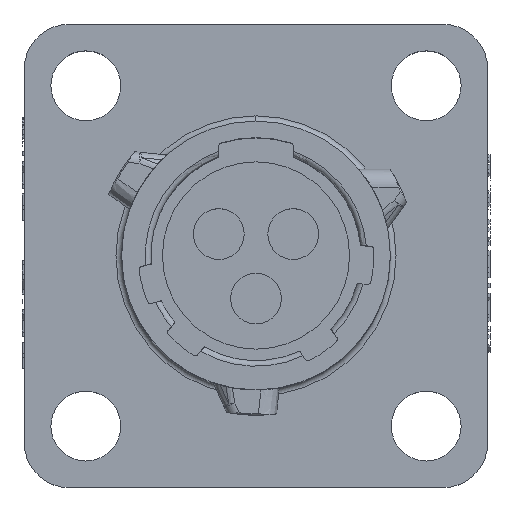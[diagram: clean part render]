
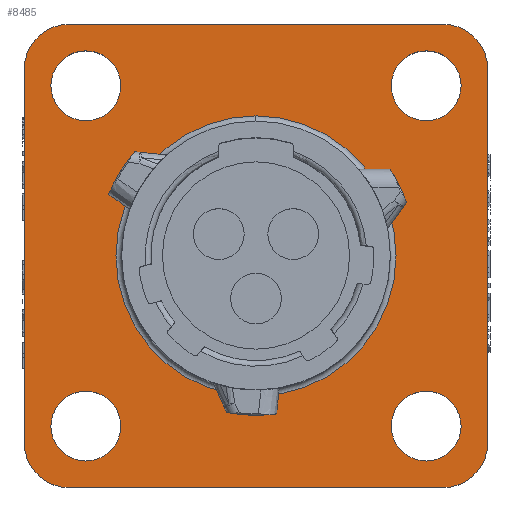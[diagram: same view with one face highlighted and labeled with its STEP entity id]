
A CAD part, top view. The second image highlights one B-rep face of the part: STEP entity #8485.
In plain terms, the highlighted planar face has unit normal (0, 0, 1).
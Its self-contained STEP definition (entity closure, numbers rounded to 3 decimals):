
#1=DIRECTION('',(1.,0.,0.));
#2=VECTOR('',#1,16.55);
#3=CARTESIAN_POINT('',(-8.275,10.275,-8.1));
#4=LINE('',#3,#2);
#5=CARTESIAN_POINT('',(8.275,8.275,-8.1));
#6=DIRECTION('',(0.,0.,1.));
#7=DIRECTION('',(1.,0.,0.));
#8=AXIS2_PLACEMENT_3D('',#5,#6,#7);
#10=DIRECTION('',(0.,-1.,0.));
#11=VECTOR('',#10,16.55);
#12=CARTESIAN_POINT('',(10.275,8.275,-8.1));
#13=LINE('',#12,#11);
#14=CARTESIAN_POINT('',(8.275,-8.275,-8.1));
#15=DIRECTION('',(0.,0.,1.));
#16=DIRECTION('',(0.,-1.,0.));
#17=AXIS2_PLACEMENT_3D('',#14,#15,#16);
#19=DIRECTION('',(-1.,0.,0.));
#20=VECTOR('',#19,16.55);
#21=CARTESIAN_POINT('',(8.275,-10.275,-8.1));
#22=LINE('',#21,#20);
#23=CARTESIAN_POINT('',(-8.275,-8.275,-8.1));
#24=DIRECTION('',(0.,0.,1.));
#25=DIRECTION('',(-1.,0.,0.));
#26=AXIS2_PLACEMENT_3D('',#23,#24,#25);
#28=DIRECTION('',(0.,1.,0.));
#29=VECTOR('',#28,16.55);
#30=CARTESIAN_POINT('',(-10.275,-8.275,-8.1));
#31=LINE('',#30,#29);
#32=CARTESIAN_POINT('',(-8.275,8.275,-8.1));
#33=DIRECTION('',(0.,0.,1.));
#34=DIRECTION('',(0.,1.,0.));
#35=AXIS2_PLACEMENT_3D('',#32,#33,#34);
#37=CARTESIAN_POINT('',(0.,0.,-8.1));
#38=DIRECTION('',(0.,0.,-1.));
#39=DIRECTION('',(0.,-1.,0.));
#40=AXIS2_PLACEMENT_3D('',#37,#38,#39);
#42=CARTESIAN_POINT('',(0.,0.,-8.1));
#43=DIRECTION('',(0.,0.,-1.));
#44=DIRECTION('',(0.,1.,0.));
#45=AXIS2_PLACEMENT_3D('',#42,#43,#44);
#47=CARTESIAN_POINT('',(7.545,7.545,-8.1));
#48=DIRECTION('',(0.,0.,1.));
#49=DIRECTION('',(1.,0.,0.));
#50=AXIS2_PLACEMENT_3D('',#47,#48,#49);
#52=CARTESIAN_POINT('',(7.545,7.545,-8.1));
#53=DIRECTION('',(0.,0.,1.));
#54=DIRECTION('',(-1.,0.,0.));
#55=AXIS2_PLACEMENT_3D('',#52,#53,#54);
#57=CARTESIAN_POINT('',(7.545,-7.545,-8.1));
#58=DIRECTION('',(0.,0.,1.));
#59=DIRECTION('',(1.,0.,0.));
#60=AXIS2_PLACEMENT_3D('',#57,#58,#59);
#62=CARTESIAN_POINT('',(7.545,-7.545,-8.1));
#63=DIRECTION('',(0.,0.,1.));
#64=DIRECTION('',(-1.,0.,0.));
#65=AXIS2_PLACEMENT_3D('',#62,#63,#64);
#67=CARTESIAN_POINT('',(-7.545,-7.545,-8.1));
#68=DIRECTION('',(0.,0.,1.));
#69=DIRECTION('',(1.,0.,0.));
#70=AXIS2_PLACEMENT_3D('',#67,#68,#69);
#72=CARTESIAN_POINT('',(-7.545,-7.545,-8.1));
#73=DIRECTION('',(0.,0.,1.));
#74=DIRECTION('',(-1.,0.,0.));
#75=AXIS2_PLACEMENT_3D('',#72,#73,#74);
#77=CARTESIAN_POINT('',(-7.545,7.545,-8.1));
#78=DIRECTION('',(0.,0.,1.));
#79=DIRECTION('',(1.,0.,0.));
#80=AXIS2_PLACEMENT_3D('',#77,#78,#79);
#82=CARTESIAN_POINT('',(-7.545,7.545,-8.1));
#83=DIRECTION('',(0.,0.,1.));
#84=DIRECTION('',(-1.,0.,0.));
#85=AXIS2_PLACEMENT_3D('',#82,#83,#84);
#6765=CARTESIAN_POINT('',(-8.275,10.275,-8.1));
#6766=CARTESIAN_POINT('',(8.275,10.275,-8.1));
#6767=VERTEX_POINT('',#6765);
#6768=VERTEX_POINT('',#6766);
#6769=CARTESIAN_POINT('',(10.275,8.275,-8.1));
#6770=CARTESIAN_POINT('',(10.275,-8.275,-8.1));
#6771=VERTEX_POINT('',#6769);
#6772=VERTEX_POINT('',#6770);
#6773=CARTESIAN_POINT('',(8.275,-10.275,-8.1));
#6774=CARTESIAN_POINT('',(-8.275,-10.275,-8.1));
#6775=VERTEX_POINT('',#6773);
#6776=VERTEX_POINT('',#6774);
#6777=CARTESIAN_POINT('',(-10.275,-8.275,-8.1));
#6778=CARTESIAN_POINT('',(-10.275,8.275,-8.1));
#6779=VERTEX_POINT('',#6777);
#6780=VERTEX_POINT('',#6778);
#8152=CARTESIAN_POINT('',(0.,-6.21,-8.1));
#8153=CARTESIAN_POINT('',(0.,6.21,-8.1));
#8154=VERTEX_POINT('',#8152);
#8155=VERTEX_POINT('',#8153);
#8156=CARTESIAN_POINT('',(9.095,7.545,-8.1));
#8157=CARTESIAN_POINT('',(5.995,7.545,-8.1));
#8158=VERTEX_POINT('',#8156);
#8159=VERTEX_POINT('',#8157);
#8160=CARTESIAN_POINT('',(9.095,-7.545,-8.1));
#8161=CARTESIAN_POINT('',(5.995,-7.545,-8.1));
#8162=VERTEX_POINT('',#8160);
#8163=VERTEX_POINT('',#8161);
#8164=CARTESIAN_POINT('',(-5.995,-7.545,-8.1));
#8165=CARTESIAN_POINT('',(-9.095,-7.545,-8.1));
#8166=VERTEX_POINT('',#8164);
#8167=VERTEX_POINT('',#8165);
#8168=CARTESIAN_POINT('',(-5.995,7.545,-8.1));
#8169=CARTESIAN_POINT('',(-9.095,7.545,-8.1));
#8170=VERTEX_POINT('',#8168);
#8171=VERTEX_POINT('',#8169);
#8432=CARTESIAN_POINT('',(0.,0.,-8.1));
#8433=DIRECTION('',(0.,0.,-1.));
#8434=DIRECTION('',(0.,-1.,0.));
#8435=AXIS2_PLACEMENT_3D('',#8432,#8433,#8434);
#8436=PLANE('',#8435);
#8438=ORIENTED_EDGE('',*,*,#8437,.T.);
#8440=ORIENTED_EDGE('',*,*,#8439,.F.);
#8442=ORIENTED_EDGE('',*,*,#8441,.T.);
#8444=ORIENTED_EDGE('',*,*,#8443,.F.);
#8446=ORIENTED_EDGE('',*,*,#8445,.T.);
#8448=ORIENTED_EDGE('',*,*,#8447,.F.);
#8450=ORIENTED_EDGE('',*,*,#8449,.T.);
#8452=ORIENTED_EDGE('',*,*,#8451,.F.);
#8453=EDGE_LOOP('',(#8438,#8440,#8442,#8444,#8446,#8448,#8450,#8452));
#8454=FACE_OUTER_BOUND('',#8453,.F.);
#8456=ORIENTED_EDGE('',*,*,#8455,.F.);
#8458=ORIENTED_EDGE('',*,*,#8457,.F.);
#8459=EDGE_LOOP('',(#8456,#8458));
#8460=FACE_BOUND('',#8459,.F.);
#8462=ORIENTED_EDGE('',*,*,#8461,.T.);
#8464=ORIENTED_EDGE('',*,*,#8463,.T.);
#8465=EDGE_LOOP('',(#8462,#8464));
#8466=FACE_BOUND('',#8465,.F.);
#8468=ORIENTED_EDGE('',*,*,#8467,.T.);
#8470=ORIENTED_EDGE('',*,*,#8469,.T.);
#8471=EDGE_LOOP('',(#8468,#8470));
#8472=FACE_BOUND('',#8471,.F.);
#8474=ORIENTED_EDGE('',*,*,#8473,.T.);
#8476=ORIENTED_EDGE('',*,*,#8475,.T.);
#8477=EDGE_LOOP('',(#8474,#8476));
#8478=FACE_BOUND('',#8477,.F.);
#8480=ORIENTED_EDGE('',*,*,#8479,.T.);
#8482=ORIENTED_EDGE('',*,*,#8481,.T.);
#8483=EDGE_LOOP('',(#8480,#8482));
#8484=FACE_BOUND('',#8483,.F.);
#8485=ADVANCED_FACE('',(#8454,#8460,#8466,#8472,#8478,#8484),#8436,.F.);
#9=CIRCLE('',#8,2.);
#18=CIRCLE('',#17,2.);
#27=CIRCLE('',#26,2.);
#36=CIRCLE('',#35,2.);
#41=CIRCLE('',#40,6.21);
#46=CIRCLE('',#45,6.21);
#51=CIRCLE('',#50,1.55);
#56=CIRCLE('',#55,1.55);
#61=CIRCLE('',#60,1.55);
#66=CIRCLE('',#65,1.55);
#71=CIRCLE('',#70,1.55);
#76=CIRCLE('',#75,1.55);
#81=CIRCLE('',#80,1.55);
#86=CIRCLE('',#85,1.55);
#8437=EDGE_CURVE('',#6767,#6768,#4,.T.);
#8439=EDGE_CURVE('',#6771,#6768,#9,.T.);
#8441=EDGE_CURVE('',#6771,#6772,#13,.T.);
#8443=EDGE_CURVE('',#6775,#6772,#18,.T.);
#8445=EDGE_CURVE('',#6775,#6776,#22,.T.);
#8447=EDGE_CURVE('',#6779,#6776,#27,.T.);
#8449=EDGE_CURVE('',#6779,#6780,#31,.T.);
#8451=EDGE_CURVE('',#6767,#6780,#36,.T.);
#8455=EDGE_CURVE('',#8154,#8155,#41,.T.);
#8457=EDGE_CURVE('',#8155,#8154,#46,.T.);
#8461=EDGE_CURVE('',#8158,#8159,#51,.T.);
#8463=EDGE_CURVE('',#8159,#8158,#56,.T.);
#8467=EDGE_CURVE('',#8162,#8163,#61,.T.);
#8469=EDGE_CURVE('',#8163,#8162,#66,.T.);
#8473=EDGE_CURVE('',#8166,#8167,#71,.T.);
#8475=EDGE_CURVE('',#8167,#8166,#76,.T.);
#8479=EDGE_CURVE('',#8170,#8171,#81,.T.);
#8481=EDGE_CURVE('',#8171,#8170,#86,.T.);
